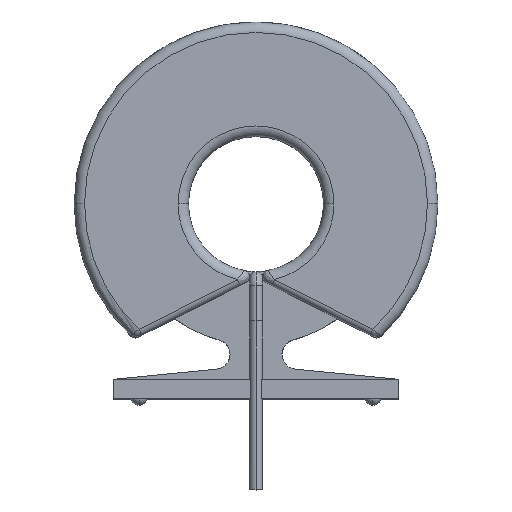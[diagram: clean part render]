
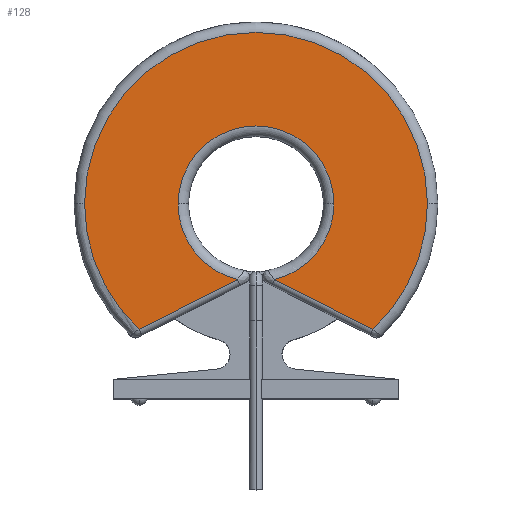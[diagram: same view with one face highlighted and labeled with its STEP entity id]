
A CAD part, top view. The second image highlights one B-rep face of the part: STEP entity #128.
In plain terms, the highlighted planar face has unit normal (0, 0, 1).
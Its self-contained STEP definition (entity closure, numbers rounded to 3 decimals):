
#128 = ADVANCED_FACE ( 'NONE', ( #6202 ), #4033, .T. ) ;
#192 = DIRECTION ( 'NONE',  ( 1., 0., 0. ) ) ;
#272 = EDGE_CURVE ( 'NONE', #609, #2339, #3980, .T. ) ;
#416 = CARTESIAN_POINT ( 'NONE',  ( 0., 0., 8.5 ) ) ;
#609 = VERTEX_POINT ( 'NONE', #4405 ) ;
#670 = DIRECTION ( 'NONE',  ( 0., 0., 1. ) ) ;
#706 = ORIENTED_EDGE ( 'NONE', *, *, #1440, .T. ) ;
#1440 = EDGE_CURVE ( 'NONE', #4112, #2098, #5562, .T. ) ;
#1471 = DIRECTION ( 'NONE',  ( 0., 0., -1. ) ) ;
#1556 = DIRECTION ( 'NONE',  ( 1., 0., 0. ) ) ;
#1607 = DIRECTION ( 'NONE',  ( 0., 0., 1. ) ) ;
#1706 = CARTESIAN_POINT ( 'NONE',  ( 0., 0., 8.5 ) ) ;
#1875 = CARTESIAN_POINT ( 'NONE',  ( 0., 0., 8.5 ) ) ;
#1881 = ORIENTED_EDGE ( 'NONE', *, *, #3431, .T. ) ;
#1901 = AXIS2_PLACEMENT_3D ( 'NONE', #1706, #5516, #6053 ) ;
#1912 = VERTEX_POINT ( 'NONE', #3136 ) ;
#1934 = ORIENTED_EDGE ( 'NONE', *, *, #2109, .T. ) ;
#2098 = VERTEX_POINT ( 'NONE', #2899 ) ;
#2109 = EDGE_CURVE ( 'NONE', #4093, #609, #2943, .T. ) ;
#2254 = VECTOR ( 'NONE', #6619, 1000. ) ;
#2304 = DIRECTION ( 'NONE',  ( 0.893, 0.451, 0. ) ) ;
#2313 = CARTESIAN_POINT ( 'NONE',  ( 8.828, -9.565, 8.5 ) ) ;
#2339 = VERTEX_POINT ( 'NONE', #2390 ) ;
#2379 = ORIENTED_EDGE ( 'NONE', *, *, #3984, .T. ) ;
#2390 = CARTESIAN_POINT ( 'NONE',  ( -1.428, -5.828, 8.5 ) ) ;
#2455 = VECTOR ( 'NONE', #2304, 1000. ) ;
#2544 = CARTESIAN_POINT ( 'NONE',  ( 0., 0., 8.5 ) ) ;
#2627 = ORIENTED_EDGE ( 'NONE', *, *, #3215, .T. ) ;
#2853 = AXIS2_PLACEMENT_3D ( 'NONE', #416, #4254, #1556 ) ;
#2899 = CARTESIAN_POINT ( 'NONE',  ( 9.003, -9.653, 8.5 ) ) ;
#2943 = CIRCLE ( 'NONE', #5158, 13.2 ) ;
#2962 = ORIENTED_EDGE ( 'NONE', *, *, #272, .T. ) ;
#3019 = CARTESIAN_POINT ( 'NONE',  ( 13.2, 0., 8.5 ) ) ;
#3124 = AXIS2_PLACEMENT_3D ( 'NONE', #4039, #6222, #4064 ) ;
#3127 = VERTEX_POINT ( 'NONE', #3019 ) ;
#3136 = CARTESIAN_POINT ( 'NONE',  ( -6., 0., 8.5 ) ) ;
#3142 = AXIS2_PLACEMENT_3D ( 'NONE', #1875, #5676, #192 ) ;
#3215 = EDGE_CURVE ( 'NONE', #6319, #4112, #3428, .T. ) ;
#3340 = DIRECTION ( 'NONE',  ( 1., 0., 0. ) ) ;
#3428 = CIRCLE ( 'NONE', #3124, 6. ) ;
#3431 = EDGE_CURVE ( 'NONE', #2339, #1912, #4816, .T. ) ;
#3556 = CARTESIAN_POINT ( 'NONE',  ( -1., -5.612, 8.5 ) ) ;
#3680 = ORIENTED_EDGE ( 'NONE', *, *, #6270, .T. ) ;
#3980 = LINE ( 'NONE', #3556, #2455 ) ;
#3984 = EDGE_CURVE ( 'NONE', #2098, #3127, #5107, .T. ) ;
#4020 = CIRCLE ( 'NONE', #5734, 6. ) ;
#4033 = PLANE ( 'NONE',  #3142 ) ;
#4039 = CARTESIAN_POINT ( 'NONE',  ( 0., 0., 8.5 ) ) ;
#4064 = DIRECTION ( 'NONE',  ( 1., 0., 0. ) ) ;
#4093 = VERTEX_POINT ( 'NONE', #6282 ) ;
#4112 = VERTEX_POINT ( 'NONE', #5735 ) ;
#4254 = DIRECTION ( 'NONE',  ( 0., 0., -1. ) ) ;
#4278 = ORIENTED_EDGE ( 'NONE', *, *, #4281, .T. ) ;
#4281 = EDGE_CURVE ( 'NONE', #3127, #4093, #5605, .T. ) ;
#4405 = CARTESIAN_POINT ( 'NONE',  ( -9.003, -9.653, 8.5 ) ) ;
#4417 = CARTESIAN_POINT ( 'NONE',  ( 0., 0., 8.5 ) ) ;
#4816 = CIRCLE ( 'NONE', #2853, 6. ) ;
#4856 = CARTESIAN_POINT ( 'NONE',  ( 0., 0., 8.5 ) ) ;
#4991 = EDGE_LOOP ( 'NONE', ( #1881, #3680, #2627, #706, #2379, #4278, #1934, #2962 ) ) ;
#5107 = CIRCLE ( 'NONE', #1901, 13.2 ) ;
#5158 = AXIS2_PLACEMENT_3D ( 'NONE', #4417, #670, #3340 ) ;
#5262 = DIRECTION ( 'NONE',  ( 1., 0., 0. ) ) ;
#5419 = DIRECTION ( 'NONE',  ( 1., 0., 0. ) ) ;
#5516 = DIRECTION ( 'NONE',  ( 0., 0., 1. ) ) ;
#5562 = LINE ( 'NONE', #2313, #2254 ) ;
#5581 = AXIS2_PLACEMENT_3D ( 'NONE', #4856, #1607, #5419 ) ;
#5605 = CIRCLE ( 'NONE', #5581, 13.2 ) ;
#5676 = DIRECTION ( 'NONE',  ( 0., 0., 1. ) ) ;
#5734 = AXIS2_PLACEMENT_3D ( 'NONE', #2544, #1471, #5262 ) ;
#5735 = CARTESIAN_POINT ( 'NONE',  ( 1.428, -5.828, 8.5 ) ) ;
#6053 = DIRECTION ( 'NONE',  ( 1., 0., 0. ) ) ;
#6202 = FACE_OUTER_BOUND ( 'NONE', #4991, .T. ) ;
#6222 = DIRECTION ( 'NONE',  ( 0., 0., -1. ) ) ;
#6270 = EDGE_CURVE ( 'NONE', #1912, #6319, #4020, .T. ) ;
#6282 = CARTESIAN_POINT ( 'NONE',  ( -13.2, 0., 8.5 ) ) ;
#6319 = VERTEX_POINT ( 'NONE', #6889 ) ;
#6619 = DIRECTION ( 'NONE',  ( 0.893, -0.451, 0. ) ) ;
#6889 = CARTESIAN_POINT ( 'NONE',  ( 6., 0., 8.5 ) ) ;
